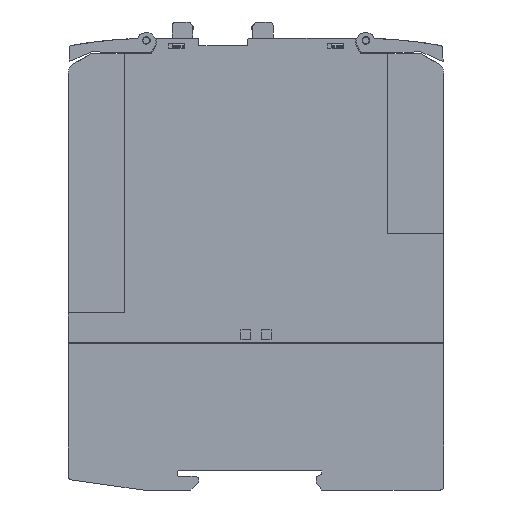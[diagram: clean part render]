
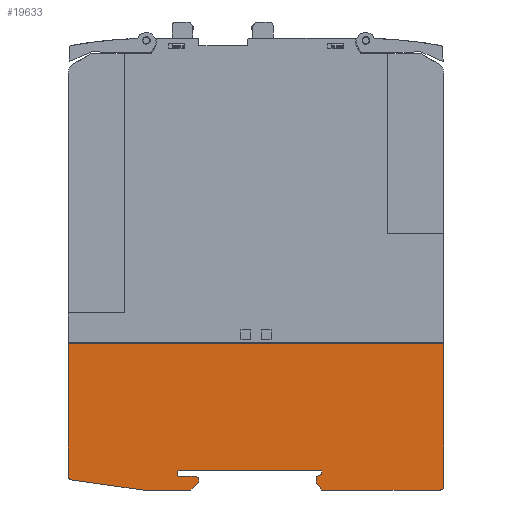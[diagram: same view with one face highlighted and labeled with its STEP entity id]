
A CAD part, left-side view. The second image highlights one B-rep face of the part: STEP entity #19633.
In plain terms, the highlighted planar face has unit normal (-1, 0, 0).
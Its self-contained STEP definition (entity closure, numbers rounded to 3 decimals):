
#19633=ADVANCED_FACE('',(#54774),#54775,.T.);
#32487=VERTEX_POINT('',#69292);
#32489=VERTEX_POINT('',#69294);
#32491=EDGE_CURVE('',#32487,#32489,#69296,.T.);
#32503=VERTEX_POINT('',#69308);
#32505=EDGE_CURVE('',#32489,#32503,#69310,.T.);
#32513=VERTEX_POINT('',#69318);
#32515=VERTEX_POINT('',#69320);
#32517=EDGE_CURVE('',#32513,#32515,#69322,.T.);
#32529=VERTEX_POINT('',#69334);
#32531=EDGE_CURVE('',#32515,#32529,#69336,.T.);
#32539=VERTEX_POINT('',#69344);
#32541=EDGE_CURVE('',#32529,#32539,#69346,.T.);
#32549=VERTEX_POINT('',#69354);
#32551=EDGE_CURVE('',#32539,#32549,#69356,.T.);
#32559=VERTEX_POINT('',#69364);
#32561=EDGE_CURVE('',#32549,#32559,#69366,.T.);
#32569=VERTEX_POINT('',#69374);
#32571=EDGE_CURVE('',#32559,#32569,#69376,.T.);
#32579=VERTEX_POINT('',#69384);
#32581=EDGE_CURVE('',#32569,#32579,#69386,.T.);
#32589=VERTEX_POINT('',#69394);
#32591=EDGE_CURVE('',#32579,#32589,#69396,.T.);
#32599=VERTEX_POINT('',#69404);
#32601=EDGE_CURVE('',#32589,#32599,#69406,.T.);
#32609=VERTEX_POINT('',#69414);
#32611=EDGE_CURVE('',#32599,#32609,#69416,.T.);
#32619=VERTEX_POINT('',#69424);
#32621=EDGE_CURVE('',#32609,#32619,#69426,.T.);
#32629=VERTEX_POINT('',#69434);
#32631=EDGE_CURVE('',#32619,#32629,#69436,.T.);
#32639=VERTEX_POINT('',#69444);
#32641=EDGE_CURVE('',#32629,#32639,#69446,.T.);
#32649=VERTEX_POINT('',#69454);
#32651=EDGE_CURVE('',#32639,#32649,#69456,.T.);
#32659=EDGE_CURVE('',#32649,#32487,#69464,.T.);
#36575=VERTEX_POINT('',#73380);
#36577=EDGE_CURVE('',#32503,#36575,#73382,.T.);
#36591=VERTEX_POINT('',#73396);
#36593=EDGE_CURVE('',#36591,#32513,#73398,.T.);
#36597=EDGE_CURVE('',#36575,#36591,#73402,.T.);
#54774=FACE_OUTER_BOUND('',#91577,.T.);
#54775=PLANE('',#91578);
#69292=CARTESIAN_POINT('',(0.0,80.0,0.0));
#69294=CARTESIAN_POINT('',(0.0,99.139,2.69));
#69296=LINE('',#111415,#111416);
#69308=CARTESIAN_POINT('',(0.0,100.0,3.68));
#69310=CIRCLE('',#111437,1.);
#69318=CARTESIAN_POINT('',(0.0,0.0,1.0));
#69320=CARTESIAN_POINT('',(0.0,1.0,0.));
#69322=CIRCLE('',#111453,1.);
#69334=CARTESIAN_POINT('',(0.0,32.521,0.0));
#69336=LINE('',#111473,#111474);
#69344=CARTESIAN_POINT('',(0.0,34.0,2.113));
#69346=LINE('',#111489,#111490);
#69354=CARTESIAN_POINT('',(0.0,34.0,3.613));
#69356=LINE('',#111505,#111506);
#69364=CARTESIAN_POINT('',(0.0,32.5,4.1));
#69366=LINE('',#111521,#111522);
#69374=CARTESIAN_POINT('',(0.0,32.5,5.1));
#69376=LINE('',#111537,#111538);
#69384=CARTESIAN_POINT('',(0.0,70.6,5.1));
#69386=LINE('',#111553,#111554);
#69394=CARTESIAN_POINT('',(0.0,71.0,4.7));
#69396=CIRCLE('',#111569,0.4);
#69404=CARTESIAN_POINT('',(0.0,71.0,4.1));
#69406=LINE('',#111583,#111584);
#69414=CARTESIAN_POINT('',(0.0,70.6,3.7));
#69416=CIRCLE('',#111599,0.4);
#69424=CARTESIAN_POINT('',(0.0,66.2,3.7));
#69426=LINE('',#111613,#111614);
#69434=CARTESIAN_POINT('',(0.0,65.2,3.234));
#69436=LINE('',#111629,#111630);
#69444=CARTESIAN_POINT('',(0.0,65.2,2.113));
#69446=LINE('',#111645,#111646);
#69454=CARTESIAN_POINT('',(0.0,67.313,0.0));
#69456=LINE('',#111661,#111662);
#69464=LINE('',#111675,#111676);
#73380=CARTESIAN_POINT('',(0.0,100.0,39.0));
#73382=LINE('',#117676,#117677);
#73396=CARTESIAN_POINT('',(0.0,0.0,39.0));
#73398=LINE('',#117702,#117703);
#73402=LINE('',#117710,#117711);
#91577=EDGE_LOOP('',(#152981,#152982,#152983,#152984,#152985,#152986,#152987,#152988,#152989,#152990,#152991,#152992,#152993,#152994,#152995,#152996,#152997,#152998,#152999,#153000));
#91578=AXIS2_PLACEMENT_3D('',#153001,#153002,#153003);
#111415=CARTESIAN_POINT('',(0.0,80.0,0.0));
#111416=VECTOR('',#172196,1.0);
#111437=AXIS2_PLACEMENT_3D('',#172200,#172201,#172202);
#111453=AXIS2_PLACEMENT_3D('',#172207,#172208,#172209);
#111473=CARTESIAN_POINT('',(0.0,1.0,0.0));
#111474=VECTOR('',#172215,1.0);
#111489=CARTESIAN_POINT('',(0.0,32.521,0.0));
#111490=VECTOR('',#172218,1.0);
#111505=CARTESIAN_POINT('',(0.0,34.0,2.113));
#111506=VECTOR('',#172221,1.0);
#111521=CARTESIAN_POINT('',(0.0,34.0,3.613));
#111522=VECTOR('',#172224,1.0);
#111537=CARTESIAN_POINT('',(0.0,32.5,4.1));
#111538=VECTOR('',#172227,1.0);
#111553=CARTESIAN_POINT('',(0.0,32.5,5.1));
#111554=VECTOR('',#172230,1.0);
#111569=AXIS2_PLACEMENT_3D('',#172233,#172234,#172235);
#111583=CARTESIAN_POINT('',(0.0,71.0,4.7));
#111584=VECTOR('',#172240,1.0);
#111599=AXIS2_PLACEMENT_3D('',#172243,#172244,#172245);
#111613=CARTESIAN_POINT('',(0.0,70.6,3.7));
#111614=VECTOR('',#172250,1.0);
#111629=CARTESIAN_POINT('',(0.0,66.2,3.7));
#111630=VECTOR('',#172253,1.0);
#111645=CARTESIAN_POINT('',(0.0,65.2,3.234));
#111646=VECTOR('',#172256,1.0);
#111661=CARTESIAN_POINT('',(0.0,65.2,2.113));
#111662=VECTOR('',#172259,1.0);
#111675=CARTESIAN_POINT('',(0.0,67.313,0.0));
#111676=VECTOR('',#172262,1.0);
#117676=CARTESIAN_POINT('',(0.0,100.0,3.68));
#117677=VECTOR('',#174313,1.0);
#117702=CARTESIAN_POINT('',(0.0,0.0,39.0));
#117703=VECTOR('',#174318,1.0);
#117710=CARTESIAN_POINT('',(0.0,100.0,39.0));
#117711=VECTOR('',#174320,1.0);
#152981=ORIENTED_EDGE('',*,*,#32659,.F.);
#152982=ORIENTED_EDGE('',*,*,#32651,.F.);
#152983=ORIENTED_EDGE('',*,*,#32641,.F.);
#152984=ORIENTED_EDGE('',*,*,#32631,.F.);
#152985=ORIENTED_EDGE('',*,*,#32621,.F.);
#152986=ORIENTED_EDGE('',*,*,#32611,.F.);
#152987=ORIENTED_EDGE('',*,*,#32601,.F.);
#152988=ORIENTED_EDGE('',*,*,#32591,.F.);
#152989=ORIENTED_EDGE('',*,*,#32581,.F.);
#152990=ORIENTED_EDGE('',*,*,#32571,.F.);
#152991=ORIENTED_EDGE('',*,*,#32561,.F.);
#152992=ORIENTED_EDGE('',*,*,#32551,.F.);
#152993=ORIENTED_EDGE('',*,*,#32541,.F.);
#152994=ORIENTED_EDGE('',*,*,#32531,.F.);
#152995=ORIENTED_EDGE('',*,*,#32517,.F.);
#152996=ORIENTED_EDGE('',*,*,#36593,.F.);
#152997=ORIENTED_EDGE('',*,*,#36597,.F.);
#152998=ORIENTED_EDGE('',*,*,#36577,.F.);
#152999=ORIENTED_EDGE('',*,*,#32505,.F.);
#153000=ORIENTED_EDGE('',*,*,#32491,.F.);
#153001=CARTESIAN_POINT('',(0.0,50.091,19.222));
#153002=DIRECTION('',(-1.0,0.0,0.0));
#153003=DIRECTION('',(0.0,1.0,0.0));
#172196=DIRECTION('',(0.0,0.99,0.139));
#172200=CARTESIAN_POINT('',(0.0,99.,3.68));
#172201=DIRECTION('',(1.0,0.0,-0.0));
#172202=DIRECTION('',(0.0,1.0,0.));
#172207=CARTESIAN_POINT('',(0.0,1.,1.));
#172208=DIRECTION('',(1.0,0.0,0.0));
#172209=DIRECTION('',(0.0,0.,-1.0));
#172215=DIRECTION('',(0.0,1.0,0.0));
#172218=DIRECTION('',(0.0,0.574,0.819));
#172221=DIRECTION('',(0.0,0.0,1.0));
#172224=DIRECTION('',(0.0,-0.951,0.309));
#172227=DIRECTION('',(0.0,0.0,1.0));
#172230=DIRECTION('',(0.0,1.0,0.0));
#172233=CARTESIAN_POINT('',(0.0,70.6,4.7));
#172234=DIRECTION('',(-1.0,0.0,0.0));
#172235=DIRECTION('',(0.0,0.,1.0));
#172240=DIRECTION('',(0.0,0.0,-1.0));
#172243=CARTESIAN_POINT('',(0.0,70.6,4.1));
#172244=DIRECTION('',(-1.0,0.0,0.0));
#172245=DIRECTION('',(0.0,1.0,0.));
#172250=DIRECTION('',(0.0,-1.0,0.0));
#172253=DIRECTION('',(0.0,-0.906,-0.423));
#172256=DIRECTION('',(0.0,0.0,-1.0));
#172259=DIRECTION('',(0.0,0.707,-0.707));
#172262=DIRECTION('',(0.0,1.0,0.0));
#174313=DIRECTION('',(0.0,0.0,1.0));
#174318=DIRECTION('',(0.0,0.0,-1.0));
#174320=DIRECTION('',(0.0,-1.0,0.0));
